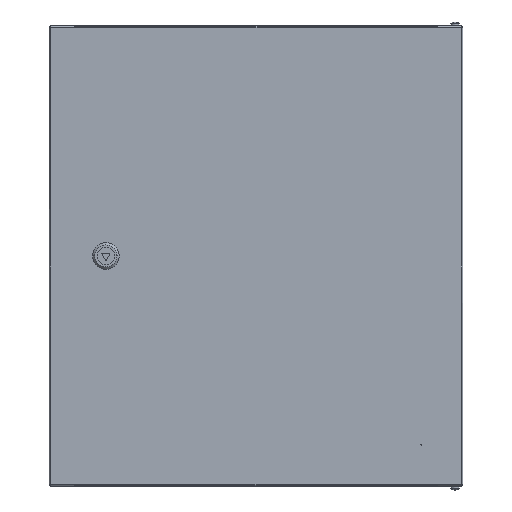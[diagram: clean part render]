
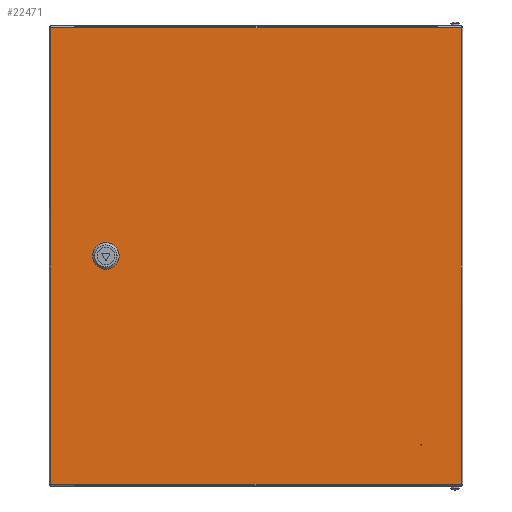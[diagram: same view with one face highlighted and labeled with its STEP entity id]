
A CAD part, top view. The second image highlights one B-rep face of the part: STEP entity #22471.
In plain terms, the highlighted face is planar.
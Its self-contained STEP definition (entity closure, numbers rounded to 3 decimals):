
#110 = AXIS2_PLACEMENT_3D ( 'NONE', #19159, #42434, #38536 ) ;
#285 = DIRECTION ( 'NONE',  ( 0., 0., -1. ) ) ;
#1408 = LINE ( 'NONE', #38542, #14273 ) ;
#1647 = VERTEX_POINT ( 'NONE', #31134 ) ;
#2194 = VERTEX_POINT ( 'NONE', #30863 ) ;
#2322 = DIRECTION ( 'NONE',  ( 0., 1., 0. ) ) ;
#3182 = EDGE_LOOP ( 'NONE', ( #8843, #18197 ) ) ;
#3618 = EDGE_CURVE ( 'NONE', #31303, #38130, #1408, .T. ) ;
#3809 = CARTESIAN_POINT ( 'NONE',  ( 399.123, 0., -443.3 ) ) ;
#4005 = ORIENTED_EDGE ( 'NONE', *, *, #37456, .F. ) ;
#4463 = LINE ( 'NONE', #3809, #19163 ) ;
#4692 = VECTOR ( 'NONE', #36747, 1000. ) ;
#5032 = DIRECTION ( 'NONE',  ( 0., 0., -1. ) ) ;
#5112 = EDGE_CURVE ( 'NONE', #1647, #19056, #15741, .T. ) ;
#5486 = DIRECTION ( 'NONE',  ( 1., 0., 0. ) ) ;
#5592 = DIRECTION ( 'NONE',  ( 0., 0., 1. ) ) ;
#5809 = LINE ( 'NONE', #19037, #35262 ) ;
#6227 = CARTESIAN_POINT ( 'NONE',  ( 0., 0., 0. ) ) ;
#7015 = VERTEX_POINT ( 'NONE', #9729 ) ;
#8013 = DIRECTION ( 'NONE',  ( 0., -1., 0. ) ) ;
#8228 = DIRECTION ( 'NONE',  ( -1., 0., 0. ) ) ;
#8258 = ORIENTED_EDGE ( 'NONE', *, *, #11627, .F. ) ;
#8353 = EDGE_CURVE ( 'NONE', #2194, #15398, #5809, .T. ) ;
#8467 = EDGE_LOOP ( 'NONE', ( #15504, #16413, #4005, #9072, #29678, #8258, #11655, #20258 ) ) ;
#8843 = ORIENTED_EDGE ( 'NONE', *, *, #5112, .T. ) ;
#8860 = CIRCLE ( 'NONE', #32461, 3.5 ) ;
#9072 = ORIENTED_EDGE ( 'NONE', *, *, #21898, .F. ) ;
#9686 = FACE_BOUND ( 'NONE', #8467, .T. ) ;
#9687 = CARTESIAN_POINT ( 'NONE',  ( 335.5, 0., -228.75 ) ) ;
#9729 = CARTESIAN_POINT ( 'NONE',  ( 335.5, 0., -216.25 ) ) ;
#10229 = CARTESIAN_POINT ( 'NONE',  ( 1.7, 0., -444.123 ) ) ;
#11627 = EDGE_CURVE ( 'NONE', #31423, #7015, #22269, .T. ) ;
#11655 = ORIENTED_EDGE ( 'NONE', *, *, #27855, .F. ) ;
#12213 = CARTESIAN_POINT ( 'NONE',  ( 335.5, 0., -228.75 ) ) ;
#13480 = VERTEX_POINT ( 'NONE', #24469 ) ;
#14036 = CIRCLE ( 'NONE', #110, 3.5 ) ;
#14273 = VECTOR ( 'NONE', #31587, 1000. ) ;
#14850 = DIRECTION ( 'NONE',  ( 0., 0., -1. ) ) ;
#15075 = AXIS2_PLACEMENT_3D ( 'NONE', #25985, #41311, #5032 ) ;
#15398 = VERTEX_POINT ( 'NONE', #32896 ) ;
#15504 = ORIENTED_EDGE ( 'NONE', *, *, #19804, .F. ) ;
#15741 = CIRCLE ( 'NONE', #40742, 0.5 ) ;
#15860 = AXIS2_PLACEMENT_3D ( 'NONE', #35503, #42440, #42646 ) ;
#15945 = CARTESIAN_POINT ( 'NONE',  ( 398.3, 0., -1.7 ) ) ;
#16348 = EDGE_CURVE ( 'NONE', #19056, #1647, #32878, .T. ) ;
#16413 = ORIENTED_EDGE ( 'NONE', *, *, #8353, .F. ) ;
#17567 = EDGE_CURVE ( 'NONE', #13480, #41211, #38638, .T. ) ;
#17804 = ORIENTED_EDGE ( 'NONE', *, *, #3618, .T. ) ;
#18197 = ORIENTED_EDGE ( 'NONE', *, *, #16348, .T. ) ;
#18309 = DIRECTION ( 'NONE',  ( 0., -1., 0. ) ) ;
#18514 = CARTESIAN_POINT ( 'NONE',  ( 40., 0., -405. ) ) ;
#18660 = CARTESIAN_POINT ( 'NONE',  ( 351.5, 0., -212.75 ) ) ;
#18727 = EDGE_CURVE ( 'NONE', #42879, #31303, #23125, .T. ) ;
#19032 = FACE_BOUND ( 'NONE', #3182, .T. ) ;
#19037 = CARTESIAN_POINT ( 'NONE',  ( 355., 0., -228.75 ) ) ;
#19056 = VERTEX_POINT ( 'NONE', #29602 ) ;
#19159 = CARTESIAN_POINT ( 'NONE',  ( 339., 0., -228.75 ) ) ;
#19163 = VECTOR ( 'NONE', #20520, 1000. ) ;
#19804 = EDGE_CURVE ( 'NONE', #15398, #13480, #36593, .T. ) ;
#20258 = ORIENTED_EDGE ( 'NONE', *, *, #17567, .F. ) ;
#20520 = DIRECTION ( 'NONE',  ( -1., 0., 0. ) ) ;
#20765 = VECTOR ( 'NONE', #5486, 1000. ) ;
#21898 = EDGE_CURVE ( 'NONE', #26839, #30225, #37238, .T. ) ;
#21946 = CARTESIAN_POINT ( 'NONE',  ( 339., 0., -212.75 ) ) ;
#21962 = VERTEX_POINT ( 'NONE', #42183 ) ;
#22269 = LINE ( 'NONE', #9687, #32463 ) ;
#22471 = ADVANCED_FACE ( 'NONE', ( #19032, #9686, #36002 ), #35358, .T. ) ;
#23125 = LINE ( 'NONE', #26845, #41364 ) ;
#24469 = CARTESIAN_POINT ( 'NONE',  ( 351.5, 0., -232.25 ) ) ;
#25985 = CARTESIAN_POINT ( 'NONE',  ( 351.5, 0., -228.75 ) ) ;
#26839 = VERTEX_POINT ( 'NONE', #28405 ) ;
#26845 = CARTESIAN_POINT ( 'NONE',  ( 0.877, 0., -1.7 ) ) ;
#27855 = EDGE_CURVE ( 'NONE', #41211, #31423, #14036, .T. ) ;
#28196 = DIRECTION ( 'NONE',  ( 0., 0., -1. ) ) ;
#28405 = CARTESIAN_POINT ( 'NONE',  ( 339., 0., -212.75 ) ) ;
#28406 = CARTESIAN_POINT ( 'NONE',  ( 339., 0., -232.25 ) ) ;
#29004 = DIRECTION ( 'NONE',  ( 0., 0., -1. ) ) ;
#29602 = CARTESIAN_POINT ( 'NONE',  ( 40., 0., -404.5 ) ) ;
#29656 = DIRECTION ( 'NONE',  ( 1., 0., 0. ) ) ;
#29679 = EDGE_CURVE ( 'NONE', #38130, #21962, #4463, .T. ) ;
#29678 = ORIENTED_EDGE ( 'NONE', *, *, #38352, .F. ) ;
#30225 = VERTEX_POINT ( 'NONE', #18660 ) ;
#30863 = CARTESIAN_POINT ( 'NONE',  ( 355., 0., -216.25 ) ) ;
#31134 = CARTESIAN_POINT ( 'NONE',  ( 40., 0., -405.5 ) ) ;
#31303 = VERTEX_POINT ( 'NONE', #15945 ) ;
#31423 = VERTEX_POINT ( 'NONE', #12213 ) ;
#31587 = DIRECTION ( 'NONE',  ( 0., 0., -1. ) ) ;
#31641 = ORIENTED_EDGE ( 'NONE', *, *, #29679, .T. ) ;
#31785 = EDGE_CURVE ( 'NONE', #21962, #42879, #39794, .T. ) ;
#31960 = ORIENTED_EDGE ( 'NONE', *, *, #18727, .T. ) ;
#32461 = AXIS2_PLACEMENT_3D ( 'NONE', #42919, #42500, #29004 ) ;
#32463 = VECTOR ( 'NONE', #32936, 1000. ) ;
#32878 = CIRCLE ( 'NONE', #35661, 0.5 ) ;
#32896 = CARTESIAN_POINT ( 'NONE',  ( 355., 0., -228.75 ) ) ;
#32936 = DIRECTION ( 'NONE',  ( 0., 0., 1. ) ) ;
#33481 = CARTESIAN_POINT ( 'NONE',  ( 398.3, 0., -443.3 ) ) ;
#33829 = CARTESIAN_POINT ( 'NONE',  ( 1.7, 0., -1.7 ) ) ;
#33858 = ORIENTED_EDGE ( 'NONE', *, *, #31785, .T. ) ;
#34495 = EDGE_LOOP ( 'NONE', ( #17804, #31641, #33858, #31960 ) ) ;
#35262 = VECTOR ( 'NONE', #285, 1000. ) ;
#35358 = PLANE ( 'NONE',  #35386 ) ;
#35386 = AXIS2_PLACEMENT_3D ( 'NONE', #6227, #2322, #5592 ) ;
#35503 = CARTESIAN_POINT ( 'NONE',  ( 351.5, 0., -216.25 ) ) ;
#35661 = AXIS2_PLACEMENT_3D ( 'NONE', #41264, #8013, #28196 ) ;
#36002 = FACE_OUTER_BOUND ( 'NONE', #34495, .T. ) ;
#36057 = CARTESIAN_POINT ( 'NONE',  ( 339., 0., -232.25 ) ) ;
#36593 = CIRCLE ( 'NONE', #15075, 3.5 ) ;
#36684 = CIRCLE ( 'NONE', #15860, 3.5 ) ;
#36747 = DIRECTION ( 'NONE',  ( 0., 0., 1. ) ) ;
#37138 = VECTOR ( 'NONE', #8228, 1000. ) ;
#37238 = LINE ( 'NONE', #21946, #20765 ) ;
#37456 = EDGE_CURVE ( 'NONE', #30225, #2194, #36684, .T. ) ;
#38130 = VERTEX_POINT ( 'NONE', #33481 ) ;
#38352 = EDGE_CURVE ( 'NONE', #7015, #26839, #8860, .T. ) ;
#38536 = DIRECTION ( 'NONE',  ( 0., 0., -1. ) ) ;
#38542 = CARTESIAN_POINT ( 'NONE',  ( 398.3, 0., -0.877 ) ) ;
#38638 = LINE ( 'NONE', #28406, #37138 ) ;
#39794 = LINE ( 'NONE', #10229, #4692 ) ;
#40742 = AXIS2_PLACEMENT_3D ( 'NONE', #18514, #18309, #14850 ) ;
#41211 = VERTEX_POINT ( 'NONE', #36057 ) ;
#41264 = CARTESIAN_POINT ( 'NONE',  ( 40., 0., -405. ) ) ;
#41311 = DIRECTION ( 'NONE',  ( 0., 1., 0. ) ) ;
#41364 = VECTOR ( 'NONE', #29656, 1000. ) ;
#42183 = CARTESIAN_POINT ( 'NONE',  ( 1.7, 0., -443.3 ) ) ;
#42434 = DIRECTION ( 'NONE',  ( 0., 1., 0. ) ) ;
#42440 = DIRECTION ( 'NONE',  ( 0., 1., 0. ) ) ;
#42500 = DIRECTION ( 'NONE',  ( 0., 1., 0. ) ) ;
#42646 = DIRECTION ( 'NONE',  ( 0., 0., -1. ) ) ;
#42879 = VERTEX_POINT ( 'NONE', #33829 ) ;
#42919 = CARTESIAN_POINT ( 'NONE',  ( 339., 0., -216.25 ) ) ;
